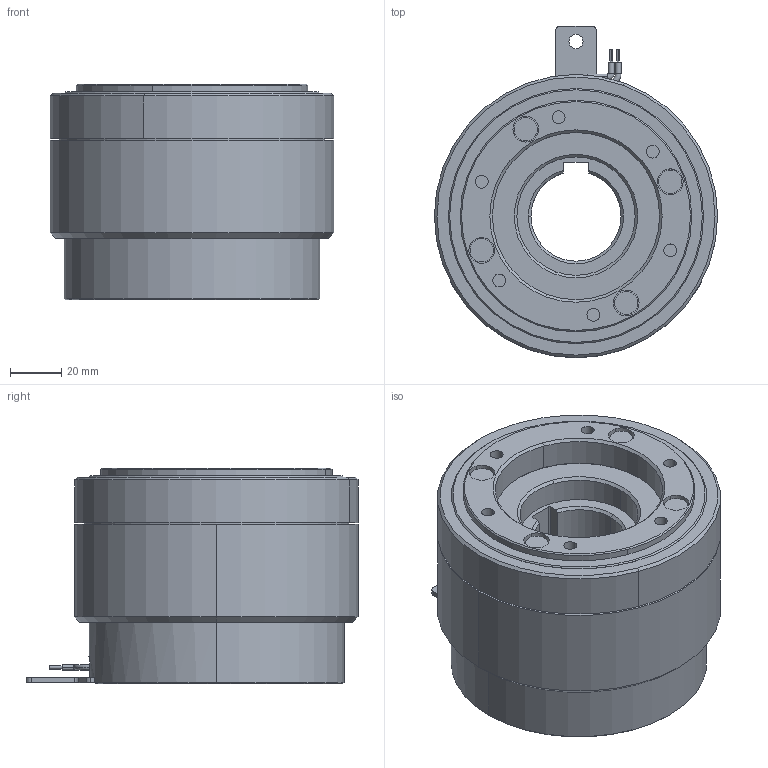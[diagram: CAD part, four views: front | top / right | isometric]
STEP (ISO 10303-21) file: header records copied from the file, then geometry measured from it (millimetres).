
FILE_DESCRIPTION (( 'STEP AP203' ), '1' );
FILE_NAME ('MZS 16D_23596700.STEP', '2020-03-23T23:29:22', ( '' ), ( '' ), 'SwSTEP 2.0', 'SolidWorks 2018', '' );
FILE_SCHEMA (( 'CONFIG_CONTROL_DESIGN' ));
Length unit declared in the file: millimetre
Products named in the file (1): MZS 16D_23596700
Bounding box: 110.1 x 129.05 x 83.85 mm (x, y, z)
Volume: 610042.2 mm3; surface area: 64469.6 mm2
Topology: 1 solids, 1 shells, 238 faces, 571 edges, 363 vertices
Faces by surface type: cylinder 119, plane 75, cone 32, torus 12
Entity records: 7092 total; most frequent: DIRECTION 1365, CARTESIAN_POINT 1193, ORIENTED_EDGE 1134, EDGE_CURVE 567, AXIS2_PLACEMENT_3D 567, VERTEX_POINT 363, CIRCLE 328, EDGE_LOOP 274
